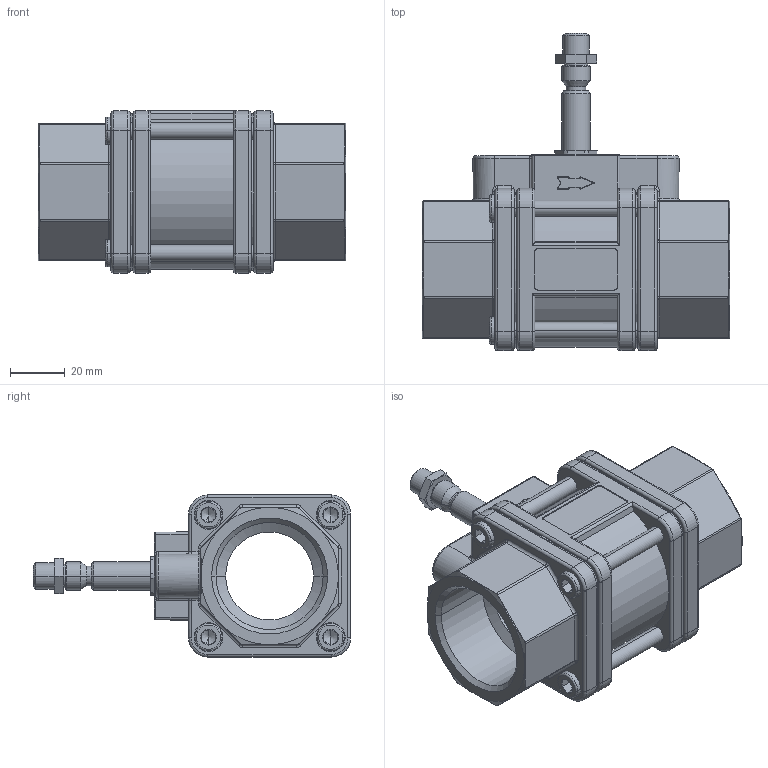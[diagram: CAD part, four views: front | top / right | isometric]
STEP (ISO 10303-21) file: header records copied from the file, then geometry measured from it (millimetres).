
FILE_DESCRIPTION((''),'2;1');
FILE_NAME('EGV-111-Z76-5-4XX-00','2013-05-22T',('avs330'),(''),'PRO/ENGINEER BY PARAMETRIC TECHNOLOGY CORPORATION, 2010430','PRO/ENGINEER BY PARAMETRIC TECHNOLOGY CORPORATION, 2010430','');
FILE_SCHEMA(('CONFIG_CONTROL_DESIGN'));
Length unit declared in the file: millimetre
Products named in the file (1): EGV-111-Z76-5-4XX-00
Bounding box: 112 x 115.48 x 59 mm (x, y, z)
Volume: 204642.1 mm3; surface area: 53138.3 mm2
Topology: 1 solids, 1 shells, 656 faces, 1631 edges, 982 vertices
Faces by surface type: cylinder 260, plane 147, cone 116, torus 87, sphere 24, bspline 22
Entity records: 21514 total; most frequent: CARTESIAN_POINT 5787, DIRECTION 3460, ORIENTED_EDGE 3246, EDGE_CURVE 1623, AXIS2_PLACEMENT_3D 1409, VERTEX_POINT 982, CIRCLE 775, EDGE_LOOP 695
